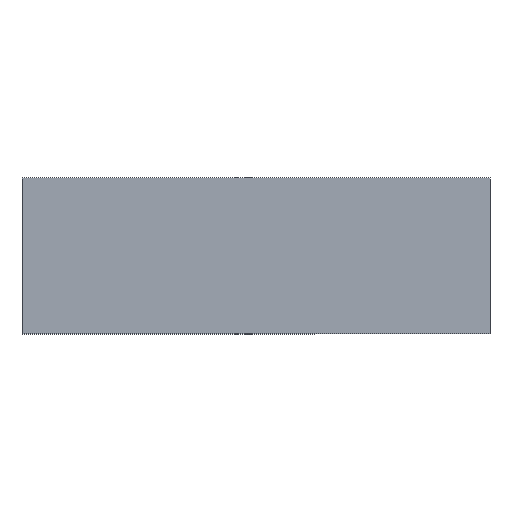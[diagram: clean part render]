
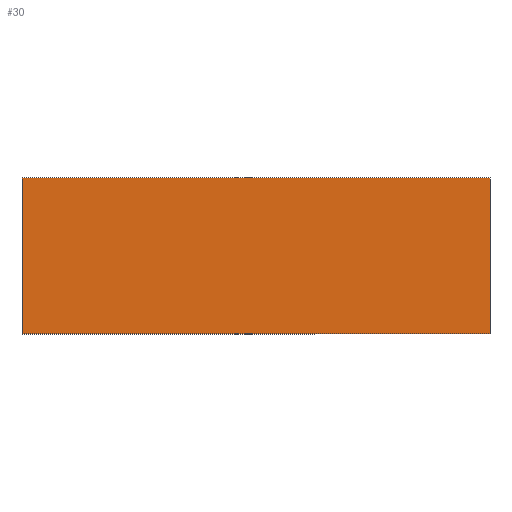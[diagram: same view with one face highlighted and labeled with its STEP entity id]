
A CAD part, front view. The second image highlights one B-rep face of the part: STEP entity #30.
In plain terms, the highlighted planar face has unit normal (0, -1, 0).
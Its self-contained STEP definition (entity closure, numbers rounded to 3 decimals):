
#12 = LINE ( 'NONE', #604, #59 ) ;
#28 = VERTEX_POINT ( 'NONE', #636 ) ;
#30 = ADVANCED_FACE ( 'NONE', ( #687 ), #467, .T. ) ;
#41 = CARTESIAN_POINT ( 'NONE',  ( -65., 47.5, 29.5 ) ) ;
#59 = VECTOR ( 'NONE', #274, 1000. ) ;
#67 = CARTESIAN_POINT ( 'NONE',  ( -57.5, 47.5, 32. ) ) ;
#78 = ORIENTED_EDGE ( 'NONE', *, *, #374, .F. ) ;
#121 = LINE ( 'NONE', #495, #277 ) ;
#129 = EDGE_CURVE ( 'NONE', #590, #245, #121, .T. ) ;
#133 = EDGE_CURVE ( 'NONE', #363, #590, #12, .T. ) ;
#162 = ORIENTED_EDGE ( 'NONE', *, *, #133, .T. ) ;
#180 = DIRECTION ( 'NONE',  ( 1., 0., 0. ) ) ;
#197 = AXIS2_PLACEMENT_3D ( 'NONE', #454, #623, #344 ) ;
#208 = CARTESIAN_POINT ( 'NONE',  ( -57.5, 47.5, 29.5 ) ) ;
#234 = LINE ( 'NONE', #67, #639 ) ;
#245 = VERTEX_POINT ( 'NONE', #284 ) ;
#255 = ORIENTED_EDGE ( 'NONE', *, *, #535, .T. ) ;
#274 = DIRECTION ( 'NONE',  ( 0., 0., -1. ) ) ;
#277 = VECTOR ( 'NONE', #180, 1000. ) ;
#284 = CARTESIAN_POINT ( 'NONE',  ( -57.5, 47.5, 29.5 ) ) ;
#292 = VECTOR ( 'NONE', #534, 1000. ) ;
#319 = LINE ( 'NONE', #208, #292 ) ;
#344 = DIRECTION ( 'NONE',  ( 0., 0., -1. ) ) ;
#363 = VERTEX_POINT ( 'NONE', #606 ) ;
#374 = EDGE_CURVE ( 'NONE', #363, #28, #234, .T. ) ;
#420 = EDGE_LOOP ( 'NONE', ( #162, #640, #255, #78 ) ) ;
#454 = CARTESIAN_POINT ( 'NONE',  ( -57.5, 47.5, 29.5 ) ) ;
#467 = PLANE ( 'NONE',  #197 ) ;
#495 = CARTESIAN_POINT ( 'NONE',  ( -57.5, 47.5, 29.5 ) ) ;
#534 = DIRECTION ( 'NONE',  ( 0., 0., 1. ) ) ;
#535 = EDGE_CURVE ( 'NONE', #245, #28, #319, .T. ) ;
#552 = DIRECTION ( 'NONE',  ( 1., 0., 0. ) ) ;
#590 = VERTEX_POINT ( 'NONE', #41 ) ;
#604 = CARTESIAN_POINT ( 'NONE',  ( -65., 47.5, 29.5 ) ) ;
#606 = CARTESIAN_POINT ( 'NONE',  ( -65., 47.5, 32. ) ) ;
#623 = DIRECTION ( 'NONE',  ( 0., -1., 0. ) ) ;
#636 = CARTESIAN_POINT ( 'NONE',  ( -57.5, 47.5, 32. ) ) ;
#639 = VECTOR ( 'NONE', #552, 1000. ) ;
#640 = ORIENTED_EDGE ( 'NONE', *, *, #129, .T. ) ;
#687 = FACE_OUTER_BOUND ( 'NONE', #420, .T. ) ;
